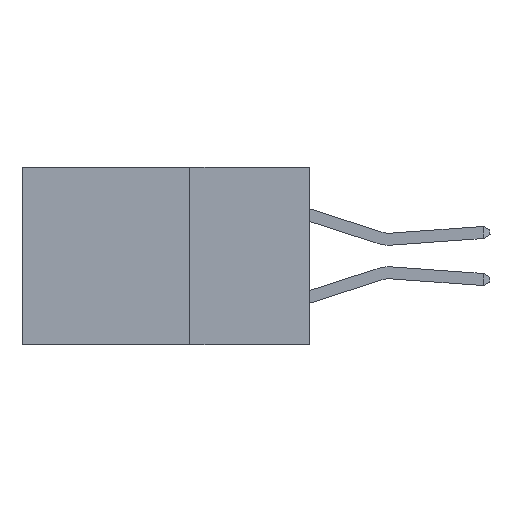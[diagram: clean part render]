
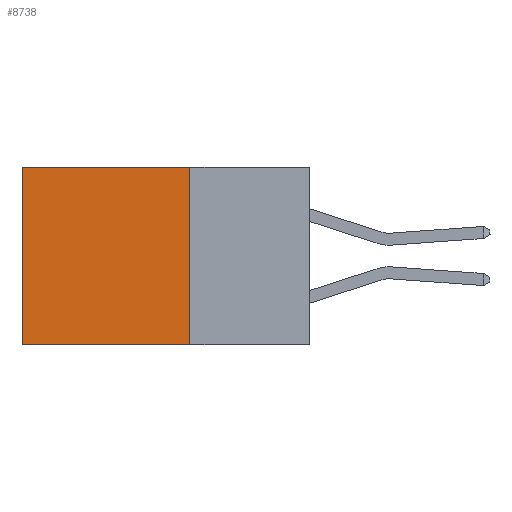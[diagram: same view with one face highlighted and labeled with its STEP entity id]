
A CAD part, left-side view. The second image highlights one B-rep face of the part: STEP entity #8738.
In plain terms, the highlighted planar face has unit normal (-1, 0, 0).
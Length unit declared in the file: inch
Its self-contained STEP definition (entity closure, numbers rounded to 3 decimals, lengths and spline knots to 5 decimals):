
#4 = LINE ( 'NONE', #3465, #9218 ) ;
#314 = CARTESIAN_POINT ( 'NONE',  ( 0.298, 0.25, 0. ) ) ;
#556 = EDGE_CURVE ( 'NONE', #5611, #4545, #8263, .T. ) ;
#762 = EDGE_CURVE ( 'NONE', #5611, #4829, #9180, .T. ) ;
#1643 = LINE ( 'NONE', #6299, #1985 ) ;
#1670 = DIRECTION ( 'NONE',  ( 0., 1., 0. ) ) ;
#1977 = DIRECTION ( 'NONE',  ( 0., 1., 0. ) ) ;
#1985 = VECTOR ( 'NONE', #5498, 39.37008 ) ;
#2282 = VECTOR ( 'NONE', #1670, 39.37008 ) ;
#2378 = CARTESIAN_POINT ( 'NONE',  ( 0.298, 0.6, -0.37 ) ) ;
#2836 = ORIENTED_EDGE ( 'NONE', *, *, #3660, .T. ) ;
#3075 = FACE_OUTER_BOUND ( 'NONE', #4584, .T. ) ;
#3465 = CARTESIAN_POINT ( 'NONE',  ( 0.298, 0.25, -0.37 ) ) ;
#3660 = EDGE_CURVE ( 'NONE', #4545, #8737, #1643, .T. ) ;
#3682 = CARTESIAN_POINT ( 'NONE',  ( 0.298, 0.6, 0. ) ) ;
#3832 = CARTESIAN_POINT ( 'NONE',  ( 0.298, 0.25, -0.37 ) ) ;
#4176 = ORIENTED_EDGE ( 'NONE', *, *, #762, .F. ) ;
#4545 = VERTEX_POINT ( 'NONE', #3682 ) ;
#4584 = EDGE_LOOP ( 'NONE', ( #2836, #7020, #4176, #5873 ) ) ;
#4829 = VERTEX_POINT ( 'NONE', #3832 ) ;
#5498 = DIRECTION ( 'NONE',  ( 0., 0., -1. ) ) ;
#5560 = CARTESIAN_POINT ( 'NONE',  ( 0.298, 0.25, 0. ) ) ;
#5611 = VERTEX_POINT ( 'NONE', #7865 ) ;
#5873 = ORIENTED_EDGE ( 'NONE', *, *, #556, .T. ) ;
#6019 = DIRECTION ( 'NONE',  ( 1., 0., 0. ) ) ;
#6299 = CARTESIAN_POINT ( 'NONE',  ( 0.298, 0.6, 0. ) ) ;
#7020 = ORIENTED_EDGE ( 'NONE', *, *, #7273, .F. ) ;
#7151 = VECTOR ( 'NONE', #8455, 39.37008 ) ;
#7273 = EDGE_CURVE ( 'NONE', #4829, #8737, #4, .T. ) ;
#7399 = PLANE ( 'NONE',  #7941 ) ;
#7865 = CARTESIAN_POINT ( 'NONE',  ( 0.298, 0.25, 0. ) ) ;
#7941 = AXIS2_PLACEMENT_3D ( 'NONE', #8891, #6019, #9011 ) ;
#8263 = LINE ( 'NONE', #314, #2282 ) ;
#8455 = DIRECTION ( 'NONE',  ( 0., 0., -1. ) ) ;
#8737 = VERTEX_POINT ( 'NONE', #2378 ) ;
#8738 = ADVANCED_FACE ( 'NONE', ( #3075 ), #7399, .F. ) ;
#8891 = CARTESIAN_POINT ( 'NONE',  ( 0.298, 0.25, 0. ) ) ;
#9011 = DIRECTION ( 'NONE',  ( 0., 0., -1. ) ) ;
#9180 = LINE ( 'NONE', #5560, #7151 ) ;
#9218 = VECTOR ( 'NONE', #1977, 39.37008 ) ;
